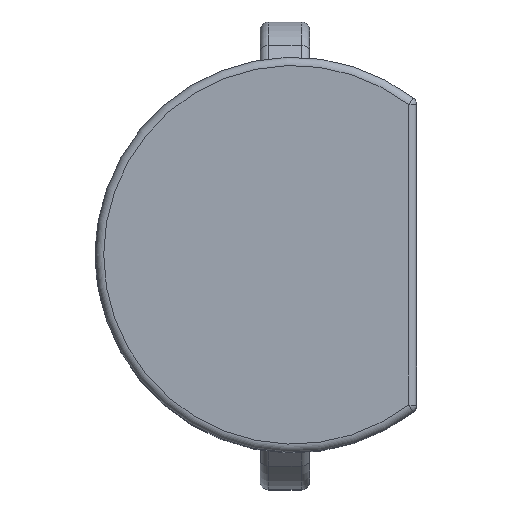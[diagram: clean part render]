
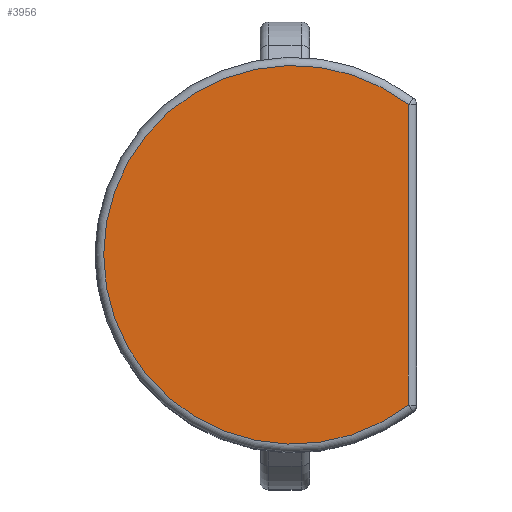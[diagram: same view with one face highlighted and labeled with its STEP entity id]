
A CAD part, top view. The second image highlights one B-rep face of the part: STEP entity #3956.
In plain terms, the highlighted planar face has unit normal (0, 0, 1).
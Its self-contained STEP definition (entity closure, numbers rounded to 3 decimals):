
#3220 = VERTEX_POINT('',#3221);
#3221 = CARTESIAN_POINT('',(1.4,1.825,4.7));
#3230 = VERTEX_POINT('',#3231);
#3231 = CARTESIAN_POINT('',(1.4,-1.825,4.7));
#3238 = EDGE_CURVE('',#3220,#3230,#3239,.T.);
#3239 = CIRCLE('',#3240,2.3);
#3240 = AXIS2_PLACEMENT_3D('',#3241,#3242,#3243);
#3241 = CARTESIAN_POINT('',(0.,0.,4.7));
#3242 = DIRECTION('',(0.,-0.,1.));
#3243 = DIRECTION('',(0.609,0.793,0.));
#3278 = EDGE_CURVE('',#3230,#3220,#3279,.T.);
#3279 = LINE('',#3280,#3281);
#3280 = CARTESIAN_POINT('',(1.4,-1.825,4.7));
#3281 = VECTOR('',#3282,1.);
#3282 = DIRECTION('',(0.,1.,0.));
#3956 = ADVANCED_FACE('',(#3957),#3961,.T.);
#3957 = FACE_BOUND('',#3958,.T.);
#3958 = EDGE_LOOP('',(#3959,#3960));
#3959 = ORIENTED_EDGE('',*,*,#3238,.T.);
#3960 = ORIENTED_EDGE('',*,*,#3278,.T.);
#3961 = PLANE('',#3962);
#3962 = AXIS2_PLACEMENT_3D('',#3963,#3964,#3965);
#3963 = CARTESIAN_POINT('',(-0.071,0.,4.7));
#3964 = DIRECTION('',(0.,0.,1.));
#3965 = DIRECTION('',(1.,0.,0.));
